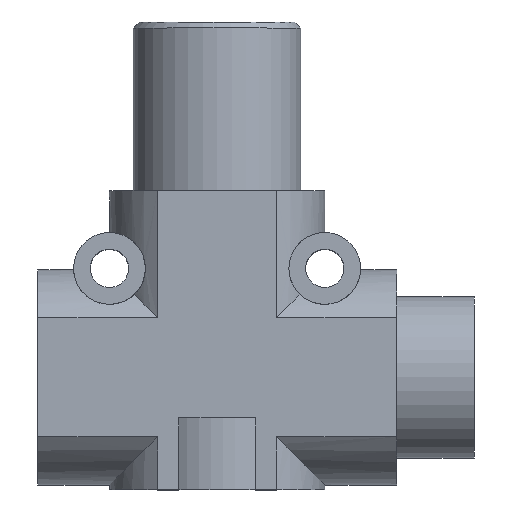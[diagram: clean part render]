
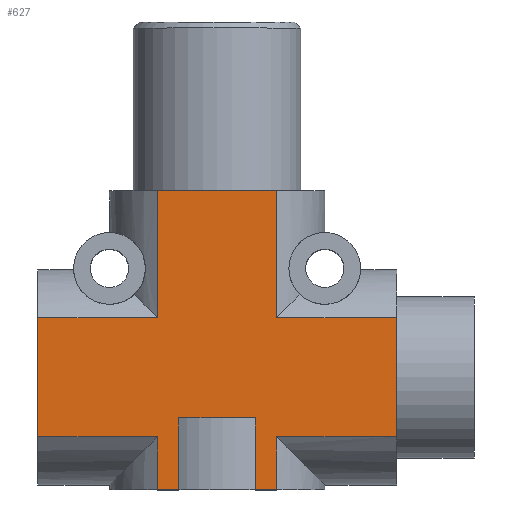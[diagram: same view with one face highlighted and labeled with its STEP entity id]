
A CAD part, top view. The second image highlights one B-rep face of the part: STEP entity #627.
In plain terms, the highlighted planar face has unit normal (0, 0, 1).
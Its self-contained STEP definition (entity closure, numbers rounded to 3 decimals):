
#303 = EDGE_CURVE( '', #794, #795, #796, .T. );
#307 = EDGE_CURVE( '', #801, #794, #802, .T. );
#317 = EDGE_CURVE( '', #760, #818, #819, .T. );
#330 = EDGE_CURVE( '', #773, #838, #839, .T. );
#336 = EDGE_CURVE( '', #847, #848, #849, .T. );
#338 = EDGE_CURVE( '', #756, #773, #851, .T. );
#364 = EDGE_CURVE( '', #736, #889, #890, .T. );
#400 = EDGE_CURVE( '', #943, #760, #944, .T. );
#412 = EDGE_CURVE( '', #943, #962, #963, .T. );
#435 = EDGE_CURVE( '', #795, #993, #994, .T. );
#490 = EDGE_CURVE( '', #1013, #848, #1072, .T. );
#496 = EDGE_CURVE( '', #889, #847, #1078, .T. );
#520 = EDGE_CURVE( '', #818, #801, #1111, .T. );
#579 = EDGE_CURVE( '', #962, #736, #1188, .T. );
#604 = EDGE_CURVE( '', #993, #756, #1221, .T. );
#612 = EDGE_CURVE( '', #838, #1013, #1231, .T. );
#627 = ADVANCED_FACE( '', ( #1251 ), #1252, .T. );
#736 = VERTEX_POINT( '', #1354 );
#756 = VERTEX_POINT( '', #1454 );
#760 = VERTEX_POINT( '', #1459 );
#773 = VERTEX_POINT( '', #1475 );
#794 = VERTEX_POINT( '', #1503 );
#795 = VERTEX_POINT( '', #1504 );
#796 = LINE( '', #1505, #1506 );
#801 = VERTEX_POINT( '', #1513 );
#802 = LINE( '', #1514, #1515 );
#818 = VERTEX_POINT( '', #1536 );
#819 = LINE( '', #1537, #1538 );
#838 = VERTEX_POINT( '', #1563 );
#839 = LINE( '', #1564, #1565 );
#847 = VERTEX_POINT( '', #1577 );
#848 = VERTEX_POINT( '', #1578 );
#849 = LINE( '', #1579, #1580 );
#851 = LINE( '', #1583, #1584 );
#889 = VERTEX_POINT( '', #1634 );
#890 = LINE( '', #1635, #1636 );
#943 = VERTEX_POINT( '', #1707 );
#944 = LINE( '', #1708, #1709 );
#962 = VERTEX_POINT( '', #1735 );
#963 = LINE( '', #1736, #1737 );
#993 = VERTEX_POINT( '', #1781 );
#994 = LINE( '', #1782, #1783 );
#1013 = VERTEX_POINT( '', #1814 );
#1072 = LINE( '', #1955, #1956 );
#1078 = LINE( '', #1966, #1967 );
#1111 = LINE( '', #2013, #2014 );
#1188 = LINE( '', #2252, #2253 );
#1221 = LINE( '', #2301, #2302 );
#1231 = LINE( '', #2315, #2316 );
#1251 = FACE_OUTER_BOUND( '', #2343, .T. );
#1252 = PLANE( '', #2344 );
#1354 = CARTESIAN_POINT( '', ( -3.2, 7.9, 7.5 ) );
#1454 = CARTESIAN_POINT( '', ( 4.975, 16.275, 7.5 ) );
#1459 = CARTESIAN_POINT( '', ( -4.975, 6.325, 7.5 ) );
#1475 = CARTESIAN_POINT( '', ( 15., 16.275, 7.5 ) );
#1503 = CARTESIAN_POINT( '', ( -4.975, 16.275, 7.5 ) );
#1504 = CARTESIAN_POINT( '', ( -4.975, 26.9, 7.5 ) );
#1505 = CARTESIAN_POINT( '', ( -4.975, 16.275, 7.5 ) );
#1506 = VECTOR( '', #2491, 1000. );
#1513 = CARTESIAN_POINT( '', ( -15., 16.275, 7.5 ) );
#1514 = CARTESIAN_POINT( '', ( -15., 16.275, 7.5 ) );
#1515 = VECTOR( '', #2495, 1000. );
#1536 = CARTESIAN_POINT( '', ( -15., 6.325, 7.5 ) );
#1537 = CARTESIAN_POINT( '', ( -4.975, 6.325, 7.5 ) );
#1538 = VECTOR( '', #2509, 1000. );
#1563 = CARTESIAN_POINT( '', ( 15., 6.325, 7.5 ) );
#1564 = CARTESIAN_POINT( '', ( 15., 16.275, 7.5 ) );
#1565 = VECTOR( '', #2531, 1000. );
#1577 = CARTESIAN_POINT( '', ( 3.2, 1.9, 7.5 ) );
#1578 = CARTESIAN_POINT( '', ( 4.975, 1.9, 7.5 ) );
#1579 = CARTESIAN_POINT( '', ( 3.2, 1.9, 7.5 ) );
#1580 = VECTOR( '', #2536, 1000. );
#1583 = CARTESIAN_POINT( '', ( 4.975, 16.275, 7.5 ) );
#1584 = VECTOR( '', #2537, 1000. );
#1634 = CARTESIAN_POINT( '', ( 3.2, 7.9, 7.5 ) );
#1635 = CARTESIAN_POINT( '', ( -3.2, 7.9, 7.5 ) );
#1636 = VECTOR( '', #2583, 1000. );
#1707 = CARTESIAN_POINT( '', ( -4.975, 1.9, 7.5 ) );
#1708 = CARTESIAN_POINT( '', ( -4.975, 1.9, 7.5 ) );
#1709 = VECTOR( '', #2650, 1000. );
#1735 = CARTESIAN_POINT( '', ( -3.2, 1.9, 7.5 ) );
#1736 = CARTESIAN_POINT( '', ( -4.975, 1.9, 7.5 ) );
#1737 = VECTOR( '', #2662, 1000. );
#1781 = CARTESIAN_POINT( '', ( 4.975, 26.9, 7.5 ) );
#1782 = CARTESIAN_POINT( '', ( -4.975, 26.9, 7.5 ) );
#1783 = VECTOR( '', #2717, 1000. );
#1814 = CARTESIAN_POINT( '', ( 4.975, 6.325, 7.5 ) );
#1955 = CARTESIAN_POINT( '', ( 4.975, 6.325, 7.5 ) );
#1956 = VECTOR( '', #2786, 1000. );
#1966 = CARTESIAN_POINT( '', ( 3.2, 7.9, 7.5 ) );
#1967 = VECTOR( '', #2791, 1000. );
#2013 = CARTESIAN_POINT( '', ( -15., 6.325, 7.5 ) );
#2014 = VECTOR( '', #2829, 1000. );
#2252 = CARTESIAN_POINT( '', ( -3.2, 1.9, 7.5 ) );
#2253 = VECTOR( '', #2939, 1000. );
#2301 = CARTESIAN_POINT( '', ( 4.975, 26.9, 7.5 ) );
#2302 = VECTOR( '', #2977, 1000. );
#2315 = CARTESIAN_POINT( '', ( 15., 6.325, 7.5 ) );
#2316 = VECTOR( '', #2994, 1000. );
#2343 = EDGE_LOOP( '', ( #3017, #3018, #3019, #3020, #3021, #3022, #3023, #3024, #3025, #3026, #3027, #3028, #3029, #3030, #3031, #3032 ) );
#2344 = AXIS2_PLACEMENT_3D( '', #3033, #3034, #3035 );
#2491 = DIRECTION( '', ( 0., 1., 0. ) );
#2495 = DIRECTION( '', ( 1., 0., 0. ) );
#2509 = DIRECTION( '', ( -1., 0., 0. ) );
#2531 = DIRECTION( '', ( 0., -1., 0. ) );
#2536 = DIRECTION( '', ( 1., 0., 0. ) );
#2537 = DIRECTION( '', ( 1., 0., 0. ) );
#2583 = DIRECTION( '', ( 1., 0., 0. ) );
#2650 = DIRECTION( '', ( 0., 1., 0. ) );
#2662 = DIRECTION( '', ( 1., 0., 0. ) );
#2717 = DIRECTION( '', ( 1., 0., 0. ) );
#2786 = DIRECTION( '', ( 0., -1., 0. ) );
#2791 = DIRECTION( '', ( 0., -1., 0. ) );
#2829 = DIRECTION( '', ( 0., 1., 0. ) );
#2939 = DIRECTION( '', ( 0., 1., 0. ) );
#2977 = DIRECTION( '', ( 0., -1., 0. ) );
#2994 = DIRECTION( '', ( -1., 0., 0. ) );
#3017 = ORIENTED_EDGE( '', *, *, #336, .T. );
#3018 = ORIENTED_EDGE( '', *, *, #490, .F. );
#3019 = ORIENTED_EDGE( '', *, *, #612, .F. );
#3020 = ORIENTED_EDGE( '', *, *, #330, .F. );
#3021 = ORIENTED_EDGE( '', *, *, #338, .F. );
#3022 = ORIENTED_EDGE( '', *, *, #604, .F. );
#3023 = ORIENTED_EDGE( '', *, *, #435, .F. );
#3024 = ORIENTED_EDGE( '', *, *, #303, .F. );
#3025 = ORIENTED_EDGE( '', *, *, #307, .F. );
#3026 = ORIENTED_EDGE( '', *, *, #520, .F. );
#3027 = ORIENTED_EDGE( '', *, *, #317, .F. );
#3028 = ORIENTED_EDGE( '', *, *, #400, .F. );
#3029 = ORIENTED_EDGE( '', *, *, #412, .T. );
#3030 = ORIENTED_EDGE( '', *, *, #579, .T. );
#3031 = ORIENTED_EDGE( '', *, *, #364, .T. );
#3032 = ORIENTED_EDGE( '', *, *, #496, .T. );
#3033 = CARTESIAN_POINT( '', ( 15., 36.667, 7.5 ) );
#3034 = DIRECTION( '', ( 0., 0., 1. ) );
#3035 = DIRECTION( '', ( 1., 0., 0. ) );
